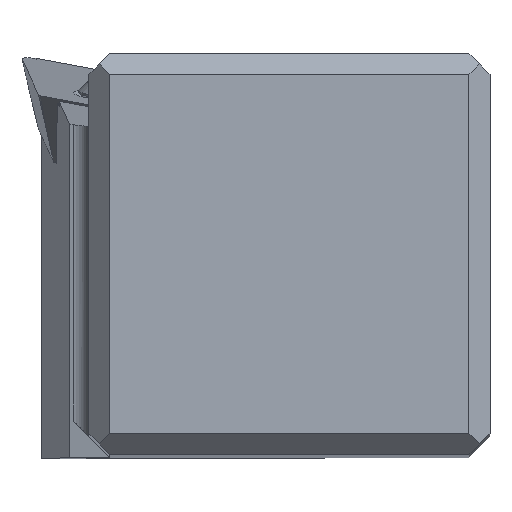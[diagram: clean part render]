
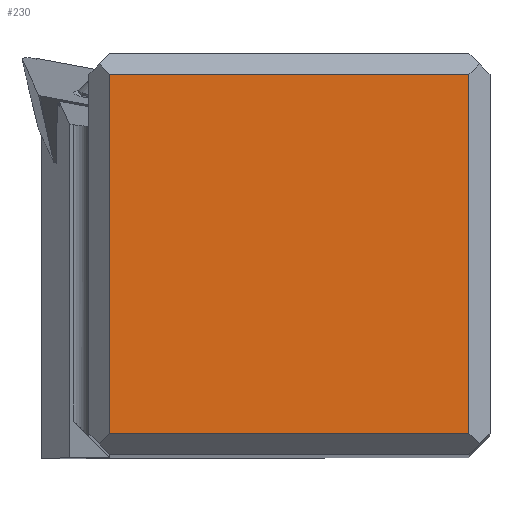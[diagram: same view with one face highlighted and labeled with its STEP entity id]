
A CAD part, top view. The second image highlights one B-rep face of the part: STEP entity #230.
In plain terms, the highlighted planar face has unit normal (0, 0, 1).
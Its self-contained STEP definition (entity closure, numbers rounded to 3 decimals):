
#149=FACE_OUTER_BOUND('',#371,.T.);
#230=ADVANCED_FACE('',(#149),#300,.T.);
#300=PLANE('',#1792);
#371=EDGE_LOOP('',(#672,#673,#674,#675));
#672=ORIENTED_EDGE('',*,*,#1153,.F.);
#673=ORIENTED_EDGE('',*,*,#1154,.T.);
#674=ORIENTED_EDGE('',*,*,#1155,.T.);
#675=ORIENTED_EDGE('',*,*,#1092,.F.);
#920=VERTEX_POINT('',#2511);
#921=VERTEX_POINT('',#2513);
#957=VERTEX_POINT('',#2633);
#958=VERTEX_POINT('',#2637);
#1092=EDGE_CURVE('',#920,#921,#1415,.T.);
#1153=EDGE_CURVE('',#957,#920,#1470,.T.);
#1154=EDGE_CURVE('',#957,#958,#1471,.T.);
#1155=EDGE_CURVE('',#958,#921,#1472,.T.);
#1415=LINE('',#2512,#1562);
#1470=LINE('',#2634,#1617);
#1471=LINE('',#2636,#1618);
#1472=LINE('',#2638,#1619);
#1562=VECTOR('',#2042,1.);
#1617=VECTOR('',#2157,1.);
#1618=VECTOR('',#2160,1.);
#1619=VECTOR('',#2161,1.);
#1792=AXIS2_PLACEMENT_3D('',#2639,#2162,#2163);
#2042=DIRECTION('',(-1.,0.,0.));
#2157=DIRECTION('',(0.,-1.,0.));
#2160=DIRECTION('',(-1.,0.,0.));
#2161=DIRECTION('',(0.,-1.,0.));
#2162=DIRECTION('',(0.,0.,1.));
#2163=DIRECTION('',(-1.,0.,0.));
#2511=CARTESIAN_POINT('',(-1.,1.,0.));
#2512=CARTESIAN_POINT('',(-1.,1.,0.));
#2513=CARTESIAN_POINT('',(-18.05,1.,0.));
#2633=CARTESIAN_POINT('',(-1.,18.05,0.));
#2634=CARTESIAN_POINT('',(-1.,18.05,0.));
#2636=CARTESIAN_POINT('',(-1.,18.05,0.));
#2637=CARTESIAN_POINT('',(-18.05,18.05,0.));
#2638=CARTESIAN_POINT('',(-18.05,18.05,0.));
#2639=CARTESIAN_POINT('',(-9.525,9.525,0.));
